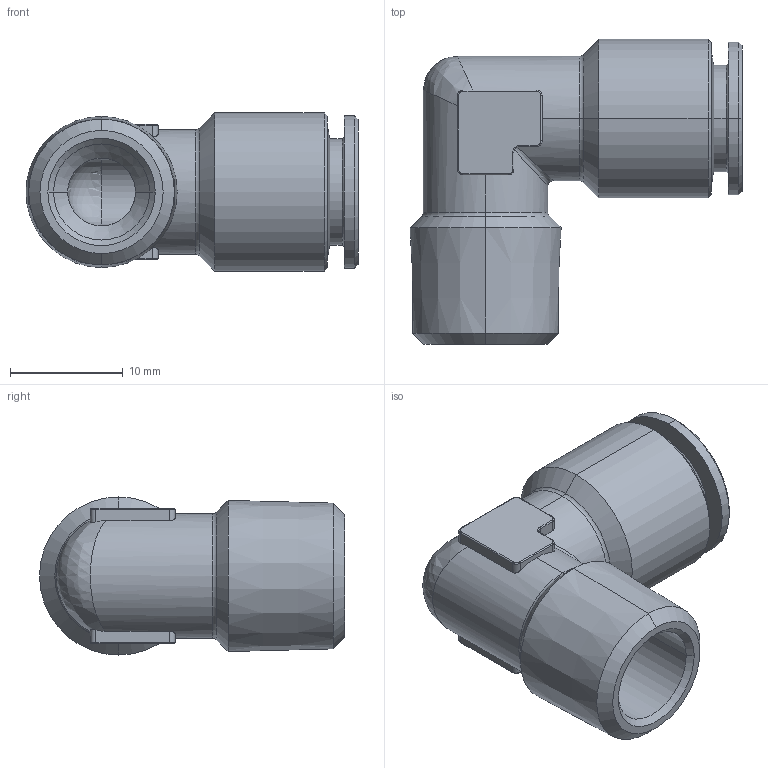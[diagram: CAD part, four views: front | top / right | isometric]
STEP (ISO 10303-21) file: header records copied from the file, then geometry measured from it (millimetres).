
FILE_DESCRIPTION (( 'STEP AP203' ), '1' );
FILE_NAME ('A0040042.STEP', '2009-01-30T16:08:54', ( 'UT1' ), ( 'sopra-pneumatic' ), 'SwSTEP 2.0', 'SolidWorks 2008', '' );
FILE_SCHEMA (( 'CONFIG_CONTROL_DESIGN' ));
Length unit declared in the file: millimetre
Products named in the file (1): A0040042
Bounding box: 29.39 x 27 x 14 mm (x, y, z)
Volume: 3311.7 mm3; surface area: 2999.2 mm2
Topology: 1 solids, 1 shells, 103 faces, 239 edges, 138 vertices
Faces by surface type: cylinder 42, cone 24, plane 18, torus 16, bspline 2, sphere 1
Entity records: 3141 total; most frequent: CARTESIAN_POINT 721, DIRECTION 528, ORIENTED_EDGE 474, EDGE_CURVE 237, AXIS2_PLACEMENT_3D 215, VERTEX_POINT 138, CIRCLE 113, EDGE_LOOP 107
